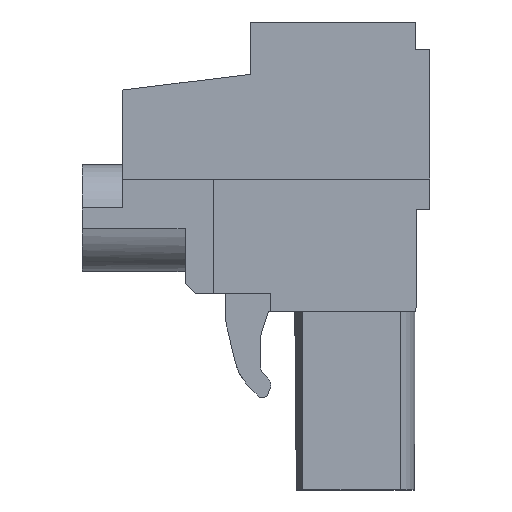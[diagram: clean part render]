
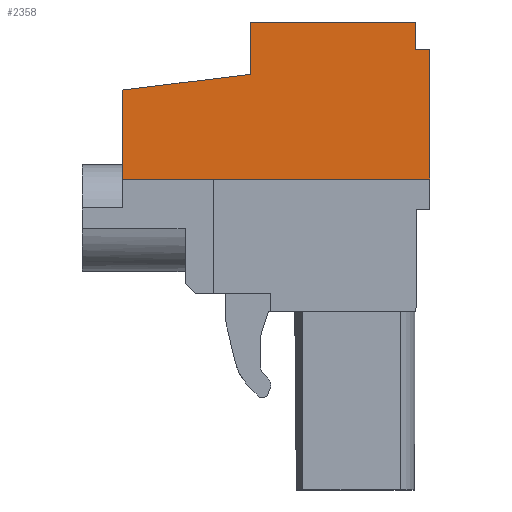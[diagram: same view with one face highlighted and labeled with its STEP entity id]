
A CAD part, left-side view. The second image highlights one B-rep face of the part: STEP entity #2358.
In plain terms, the highlighted planar face has unit normal (-1, 0, 0).
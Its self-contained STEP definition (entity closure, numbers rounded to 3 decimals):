
#2306=AXIS2_PLACEMENT_3D('Plane Axis2P3D',#2303,#2304,#2305) ;
#293=CARTESIAN_POINT('Vertex',(0.,0.,21.9)) ;
#296=CARTESIAN_POINT('Line Origine',(0.,0.,18.675)) ;
#300=CARTESIAN_POINT('Vertex',(0.,0.,15.45)) ;
#2287=CARTESIAN_POINT('Vertex',(0.,0.7,21.9)) ;
#2290=CARTESIAN_POINT('Line Origine',(0.,0.35,21.9)) ;
#2303=CARTESIAN_POINT('Axis2P3D Location',(0.,0.,0.)) ;
#2308=CARTESIAN_POINT('Line Origine',(0.,0.7,22.575)) ;
#2312=CARTESIAN_POINT('Vertex',(0.,0.7,23.25)) ;
#2315=CARTESIAN_POINT('Line Origine',(0.,4.8,23.25)) ;
#2319=CARTESIAN_POINT('Vertex',(0.,8.9,23.25)) ;
#2322=CARTESIAN_POINT('Line Origine',(0.,8.9,21.95)) ;
#2326=CARTESIAN_POINT('Vertex',(0.,8.9,20.65)) ;
#2329=CARTESIAN_POINT('Line Origine',(0.,12.075,20.26)) ;
#2333=CARTESIAN_POINT('Vertex',(0.,15.25,19.87)) ;
#2336=CARTESIAN_POINT('Line Origine',(0.,15.25,17.66)) ;
#2340=CARTESIAN_POINT('Vertex',(0.,15.25,15.45)) ;
#2343=CARTESIAN_POINT('Line Origine',(0.,7.625,15.45)) ;
#297=DIRECTION('Vector Direction',(0.,0.,-1.)) ;
#2291=DIRECTION('Vector Direction',(0.,-1.,0.)) ;
#2304=DIRECTION('Axis2P3D Direction',(-1.,0.,0.)) ;
#2305=DIRECTION('Axis2P3D XDirection',(0.,0.,1.)) ;
#2309=DIRECTION('Vector Direction',(0.,0.,-1.)) ;
#2316=DIRECTION('Vector Direction',(0.,-1.,0.)) ;
#2323=DIRECTION('Vector Direction',(0.,0.,1.)) ;
#2330=DIRECTION('Vector Direction',(0.,-0.993,0.122)) ;
#2337=DIRECTION('Vector Direction',(0.,0.,-1.)) ;
#2344=DIRECTION('Vector Direction',(0.,-1.,0.)) ;
#298=VECTOR('Line Direction',#297,1.) ;
#2292=VECTOR('Line Direction',#2291,1.) ;
#2310=VECTOR('Line Direction',#2309,1.) ;
#2317=VECTOR('Line Direction',#2316,1.) ;
#2324=VECTOR('Line Direction',#2323,1.) ;
#2331=VECTOR('Line Direction',#2330,1.) ;
#2338=VECTOR('Line Direction',#2337,1.) ;
#2345=VECTOR('Line Direction',#2344,1.) ;
#2349=ORIENTED_EDGE('',*,*,#302,.T.) ;
#2350=ORIENTED_EDGE('',*,*,#2294,.T.) ;
#2351=ORIENTED_EDGE('',*,*,#2314,.T.) ;
#2352=ORIENTED_EDGE('',*,*,#2321,.T.) ;
#2353=ORIENTED_EDGE('',*,*,#2328,.T.) ;
#2354=ORIENTED_EDGE('',*,*,#2335,.T.) ;
#2355=ORIENTED_EDGE('',*,*,#2342,.T.) ;
#2356=ORIENTED_EDGE('',*,*,#2347,.F.) ;
#2358=ADVANCED_FACE('HOUSING',(#2357),#2307,.T.) ;
#302=EDGE_CURVE('',#301,#294,#299,.F.) ;
#2294=EDGE_CURVE('',#294,#2288,#2293,.F.) ;
#2314=EDGE_CURVE('',#2288,#2313,#2311,.F.) ;
#2321=EDGE_CURVE('',#2313,#2320,#2318,.F.) ;
#2328=EDGE_CURVE('',#2320,#2327,#2325,.F.) ;
#2335=EDGE_CURVE('',#2327,#2334,#2332,.F.) ;
#2342=EDGE_CURVE('',#2334,#2341,#2339,.T.) ;
#2347=EDGE_CURVE('',#301,#2341,#2346,.F.) ;
#2348=EDGE_LOOP('',(#2349,#2350,#2351,#2352,#2353,#2354,#2355,#2356)) ;
#2357=FACE_OUTER_BOUND('',#2348,.T.) ;
#299=LINE('Line',#296,#298) ;
#2293=LINE('Line',#2290,#2292) ;
#2311=LINE('Line',#2308,#2310) ;
#2318=LINE('Line',#2315,#2317) ;
#2325=LINE('Line',#2322,#2324) ;
#2332=LINE('Line',#2329,#2331) ;
#2339=LINE('Line',#2336,#2338) ;
#2346=LINE('Line',#2343,#2345) ;
#2307=PLANE('',#2306) ;
#294=VERTEX_POINT('',#293) ;
#301=VERTEX_POINT('',#300) ;
#2288=VERTEX_POINT('',#2287) ;
#2313=VERTEX_POINT('',#2312) ;
#2320=VERTEX_POINT('',#2319) ;
#2327=VERTEX_POINT('',#2326) ;
#2334=VERTEX_POINT('',#2333) ;
#2341=VERTEX_POINT('',#2340) ;
